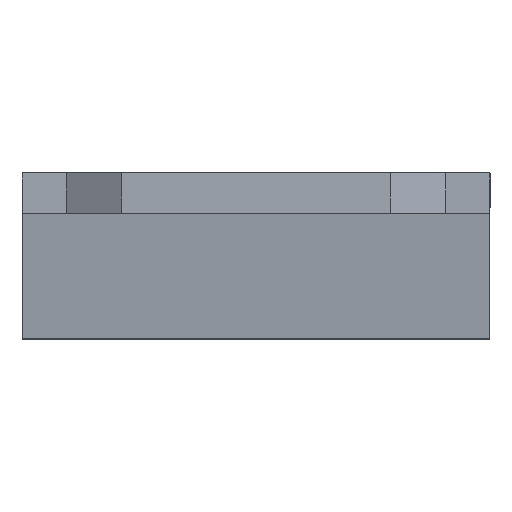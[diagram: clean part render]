
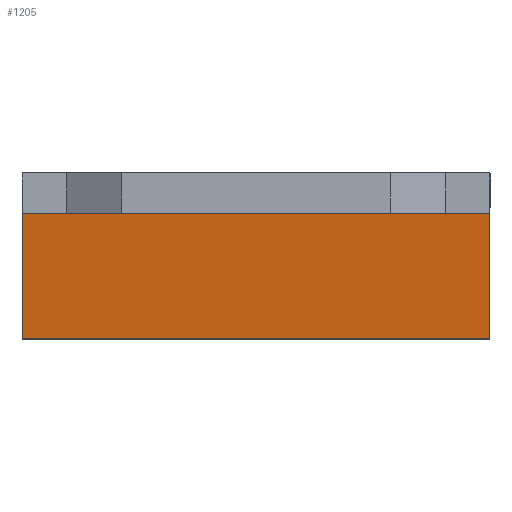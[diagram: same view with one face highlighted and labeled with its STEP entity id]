
A CAD part, top view. The second image highlights one B-rep face of the part: STEP entity #1205.
In plain terms, the highlighted planar face has unit normal (0, -0.122, 0.993).
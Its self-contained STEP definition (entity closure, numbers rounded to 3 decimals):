
#902=CARTESIAN_POINT('',(-2.605,0.71,9.22));
#903=VERTEX_POINT('',#902);
#940=CARTESIAN_POINT('',(2.605,0.71,9.22));
#941=VERTEX_POINT('',#940);
#1003=CARTESIAN_POINT('',(2.605,0.71,9.22));
#1004=DIRECTION('',(-1.0,0.0,0.0));
#1005=VECTOR('',#1004,5.21);
#1006=LINE('',#1003,#1005);
#1007=EDGE_CURVE('',#941,#903,#1006,.T.);
#1028=CARTESIAN_POINT('',(-3.365,0.71,9.22));
#1029=VERTEX_POINT('',#1028);
#1036=CARTESIAN_POINT('',(-2.605,0.71,9.22));
#1037=DIRECTION('',(-1.0,0.0,0.0));
#1038=VECTOR('',#1037,0.76);
#1039=LINE('',#1036,#1038);
#1040=EDGE_CURVE('',#903,#1029,#1039,.T.);
#1155=CARTESIAN_POINT('',(3.365,0.71,9.22));
#1156=VERTEX_POINT('',#1155);
#1157=CARTESIAN_POINT('',(3.365,0.71,9.22));
#1158=DIRECTION('',(-1.0,0.0,0.0));
#1159=VECTOR('',#1158,0.76);
#1160=LINE('',#1157,#1159);
#1161=EDGE_CURVE('',#1156,#941,#1160,.T.);
#1173=CARTESIAN_POINT('',(3.365,0.71,9.22));
#1174=DIRECTION('',(0.,-0.122,0.993));
#1175=DIRECTION('',(-1.0,0.0,0.0));
#1176=AXIS2_PLACEMENT_3D('',#1173,#1174,#1175);
#1177=PLANE('',#1176);
#1178=CARTESIAN_POINT('',(-3.365,-1.09,8.999));
#1179=VERTEX_POINT('',#1178);
#1180=CARTESIAN_POINT('',(-3.365,0.71,9.22));
#1181=DIRECTION('',(0.,-0.993,-0.122));
#1182=VECTOR('',#1181,1.814);
#1183=LINE('',#1180,#1182);
#1184=EDGE_CURVE('',#1029,#1179,#1183,.T.);
#1185=ORIENTED_EDGE('',*,*,#1184,.T.);
#1186=CARTESIAN_POINT('',(3.365,-1.09,8.999));
#1187=VERTEX_POINT('',#1186);
#1188=CARTESIAN_POINT('',(3.365,-1.09,8.999));
#1189=DIRECTION('',(-1.0,0.0,0.0));
#1190=VECTOR('',#1189,6.73);
#1191=LINE('',#1188,#1190);
#1192=EDGE_CURVE('',#1187,#1179,#1191,.T.);
#1193=ORIENTED_EDGE('',*,*,#1192,.F.);
#1194=CARTESIAN_POINT('',(3.365,0.71,9.22));
#1195=DIRECTION('',(0.,-0.993,-0.122));
#1196=VECTOR('',#1195,1.814);
#1197=LINE('',#1194,#1196);
#1198=EDGE_CURVE('',#1156,#1187,#1197,.T.);
#1199=ORIENTED_EDGE('',*,*,#1198,.F.);
#1200=ORIENTED_EDGE('',*,*,#1161,.T.);
#1201=ORIENTED_EDGE('',*,*,#1007,.T.);
#1202=ORIENTED_EDGE('',*,*,#1040,.T.);
#1203=EDGE_LOOP('',(#1185,#1193,#1199,#1200,#1201,#1202));
#1204=FACE_OUTER_BOUND('',#1203,.T.);
#1205=ADVANCED_FACE('',(#1204),#1177,.T.);
